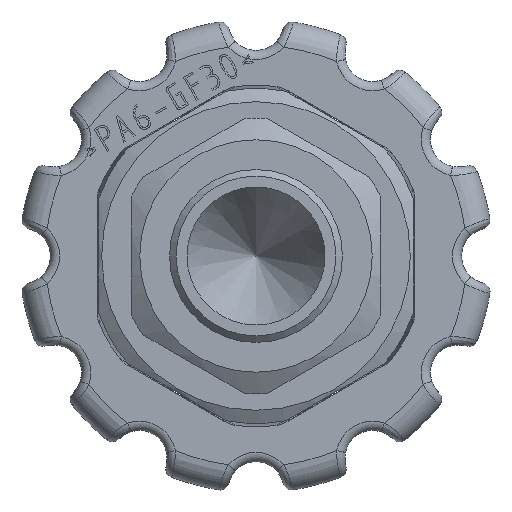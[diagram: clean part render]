
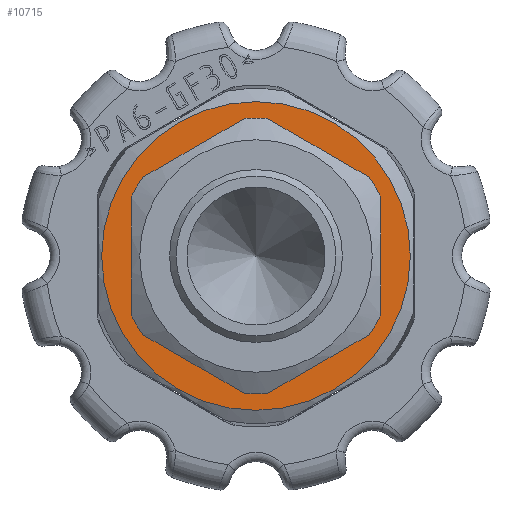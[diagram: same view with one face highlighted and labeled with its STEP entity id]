
A CAD part, left-side view. The second image highlights one B-rep face of the part: STEP entity #10715.
In plain terms, the highlighted planar face has unit normal (-1, 0, 0).
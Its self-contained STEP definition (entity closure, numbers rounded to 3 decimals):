
#5183=ORIENTED_EDGE('',*,*,#6834,.T.);
#5184=ORIENTED_EDGE('',*,*,#6833,.F.);
#6833=EDGE_CURVE('',#7840,#7840,#8195,.T.);
#6834=EDGE_CURVE('',#7841,#7841,#8196,.T.);
#7840=VERTEX_POINT('',#22838);
#7841=VERTEX_POINT('',#22841);
#8195=CIRCLE('',#11487,8.2);
#8196=CIRCLE('',#11489,11.75);
#8916=EDGE_LOOP('',(#5183));
#8917=EDGE_LOOP('',(#5184));
#9652=FACE_BOUND('',#8916,.T.);
#9653=FACE_BOUND('',#8917,.T.);
#9906=PLANE('',#11488);
#10715=ADVANCED_FACE('',(#9652,#9653),#9906,.T.);
#11487=AXIS2_PLACEMENT_3D('',#22837,#13640,#13641);
#11488=AXIS2_PLACEMENT_3D('',#22839,#13642,#13643);
#11489=AXIS2_PLACEMENT_3D('',#22840,#13644,#13645);
#13640=DIRECTION('',(-1.,0.,0.));
#13641=DIRECTION('',(0.,0.,1.));
#13642=DIRECTION('',(-1.,0.,0.));
#13643=DIRECTION('',(0.,0.,1.));
#13644=DIRECTION('',(-1.,0.,0.));
#13645=DIRECTION('',(0.,0.,1.));
#22837=CARTESIAN_POINT('',(0.,0.,0.));
#22838=CARTESIAN_POINT('',(0.,0.,8.2));
#22839=CARTESIAN_POINT('',(0.,0.,8.2));
#22840=CARTESIAN_POINT('',(0.,0.,0.));
#22841=CARTESIAN_POINT('',(0.,0.,11.75));
